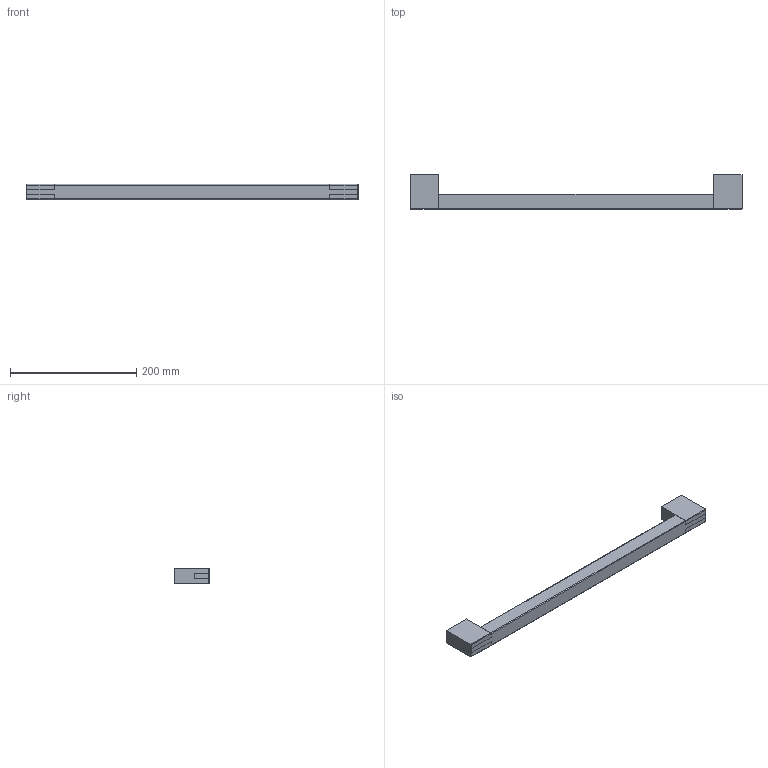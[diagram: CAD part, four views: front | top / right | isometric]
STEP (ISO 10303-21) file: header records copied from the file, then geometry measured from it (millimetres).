
FILE_DESCRIPTION(/* description */ (''),/* implementation_level */ '2;1');
FILE_NAME(/* name */ '0705_480_00.stp',/* time_stamp */ '2024-05-07T16:52:06+02:00',/* author */ ('mantolin'),/* organization */ (''),/* preprocessor_version */ 'ST-DEVELOPER v18.1',/* originating_system */ 'Autodesk Inventor 2022',/* authorisation */ '');
FILE_SCHEMA (('AUTOMOTIVE_DESIGN { 1 0 10303 214 3 1 1 }'));
Length unit declared in the file: millimetre
Products named in the file (4): 0705_480_00; 0705_480_00_BAR ; Insert per fusta M6_10mm; 0705_FOOT_01 
Assembly tree (5 placements, depth 2):
  0705_480_00
    0705_480_00_BAR 
    Insert per fusta M6_10mm  x2
    0705_FOOT_01   x2
Bounding box: 525 x 55 x 24 mm (x, y, z)
Volume: 367604.2 mm3; surface area: 72774.3 mm2
Topology: 5 solids, 5 shells, 129 faces, 301 edges, 200 vertices
Faces by surface type: plane 88, cylinder 39, cone 2
Full cylindrical faces by diameter (mm): 5.134 x2, 6.5 x4, 8 x6, 8.5 x2
Entity records: 3156 total; most frequent: DIRECTION 517, CARTESIAN_POINT 516, ORIENTED_EDGE 488, EDGE_CURVE 244, LINE 189, VECTOR 189, AXIS2_PLACEMENT_3D 164, VERTEX_POINT 163
